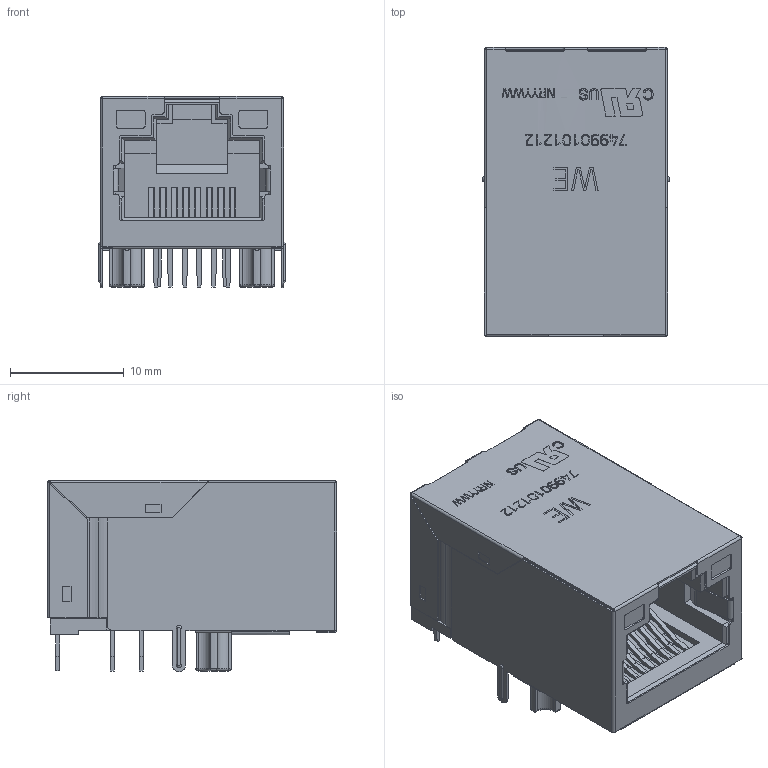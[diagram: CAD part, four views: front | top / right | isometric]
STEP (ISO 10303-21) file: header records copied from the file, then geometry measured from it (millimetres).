
FILE_DESCRIPTION(/* description */ ('Unknown'),/* implementation_level */ '2;1');
FILE_NAME(/* name */ 'T_Wurth_WE-RJ45LAN_74990101212',/* time_stamp */ '2025-08-21T16:34:28+08:00',/* author */ ('Unknown'),/* organization */ ('Unknown'),/* preprocessor_version */ 'ST-DEVELOPER v19.4',/* originating_system */ 'Solid Edge',/* authorisation */ 'Unknown');
FILE_SCHEMA (('AUTOMOTIVE_DESIGN {1 0 10303 214 3 1 1}'));
Products named in the file (2): T_Wurth_WE-RJ45LAN_74990101212
Assembly tree (1 placements, depth 2):
  T_Wurth_WE-RJ45LAN_74990101212
    T_Wurth_WE-RJ45LAN_74990101212
Bounding box: 16.4 x 25.4 x 16.8 mm (x, y, z)
Volume: 2528.8 mm3; surface area: 8318.9 mm2
Topology: 25 solids, 27 shells, 2176 faces, 6038 edges, 3941 vertices
Faces by surface type: plane 1756, cylinder 363, bspline 33, torus 24
Entity records: 72948 total; most frequent: CARTESIAN_POINT 13850, ORIENTED_EDGE 12068, DIRECTION 10636, EDGE_CURVE 6034, LINE 4850, VECTOR 4850, VERTEX_POINT 3941, AXIS2_PLACEMENT_3D 2893
